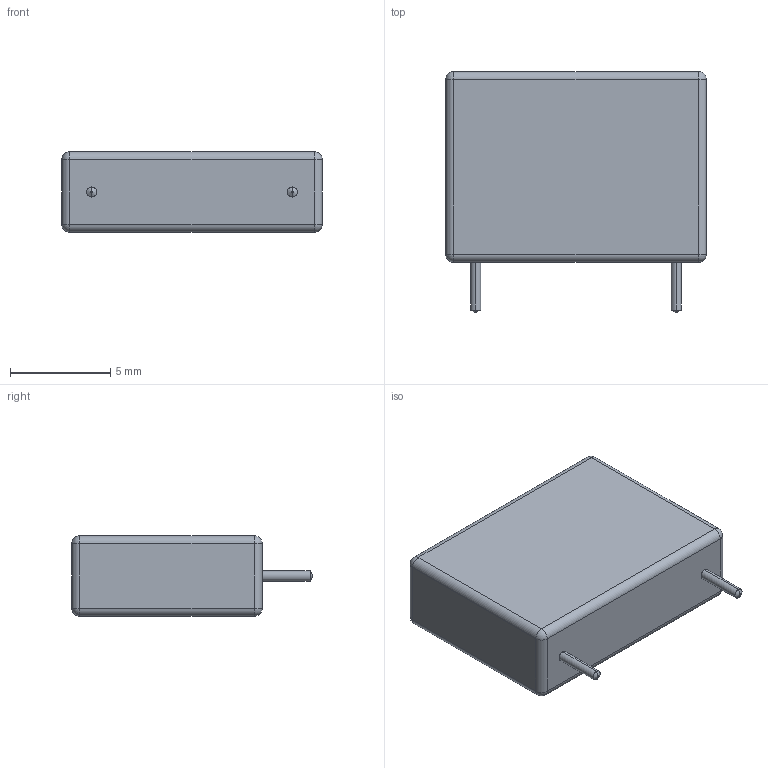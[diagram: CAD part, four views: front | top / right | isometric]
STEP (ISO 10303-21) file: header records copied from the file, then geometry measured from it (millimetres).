
FILE_DESCRIPTION (( 'STEP AP214' ), '1' );
FILE_NAME ('User Library-WIMA Capacitor.STEP', '2013-07-25T12:47:26', ( 'Windows User' ), ( '' ), 'SwSTEP 2.0', 'SolidWorks 2013', '' );
FILE_SCHEMA (( 'AUTOMOTIVE_DESIGN' ));
Length unit declared in the file: millimetre
Products named in the file (1): User Library-WIMA Capacitor
Bounding box: 13 x 12 x 4 mm (x, y, z)
Volume: 491.4 mm3; surface area: 416.2 mm2
Topology: 1 solids, 1 shells, 36 faces, 76 edges, 36 vertices
Faces by surface type: cylinder 16, plane 8, sphere 8, cone 4
Entity records: 1314 total; most frequent: DIRECTION 178, CARTESIAN_POINT 141, ORIENTED_EDGE 136, AXIS2_PLACEMENT_3D 73, EDGE_CURVE 68, UNCERTAINTY_MEASURE_WITH_UNIT 39, SURFACE_SIDE_STYLE 38, MECHANICAL_DESIGN_GEOMETRIC_PRESENTATION_REPRESENTATION 38
